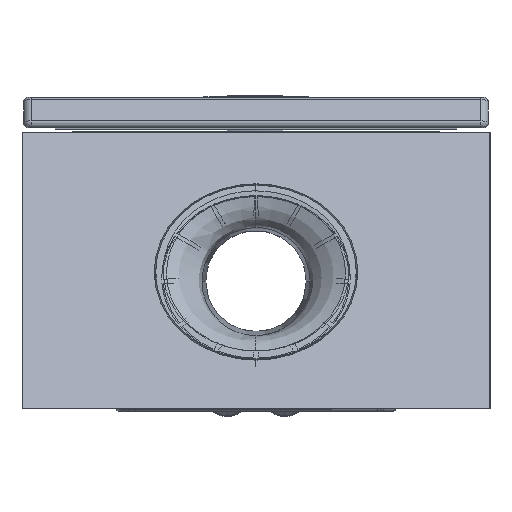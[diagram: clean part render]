
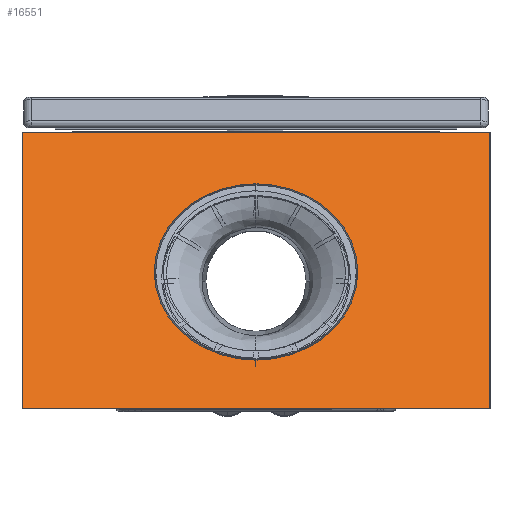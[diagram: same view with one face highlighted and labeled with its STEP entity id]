
A CAD part, left-side view. The second image highlights one B-rep face of the part: STEP entity #16551.
In plain terms, the highlighted planar face has unit normal (-0.866, 0, 0.5).
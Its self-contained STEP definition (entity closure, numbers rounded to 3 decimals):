
#4172 = CARTESIAN_POINT ( 'NONE',  ( -625., -77., -91. ) ) ;
#5048 = CIRCLE ( 'NONE', #31292, 33.5 ) ;
#6081 = ORIENTED_EDGE ( 'NONE', *, *, #48403, .F. ) ;
#8803 = EDGE_CURVE ( 'NONE', #101739, #28426, #74367, .T. ) ;
#9860 = DIRECTION ( 'NONE',  ( 0.5, 0., 0.866 ) ) ;
#14110 = LINE ( 'NONE', #4172, #18539 ) ;
#15169 = EDGE_CURVE ( 'NONE', #38283, #78475, #14110, .T. ) ;
#15658 = ORIENTED_EDGE ( 'NONE', *, *, #15169, .T. ) ;
#16551 = ADVANCED_FACE ( 'NONE', ( #35954, #71081 ), #61744, .T. ) ;
#17675 = CARTESIAN_POINT ( 'NONE',  ( -572.461, -77., 0. ) ) ;
#18539 = VECTOR ( 'NONE', #68015, 1000. ) ;
#18692 = AXIS2_PLACEMENT_3D ( 'NONE', #43560, #79194, #97296 ) ;
#19642 = VERTEX_POINT ( 'NONE', #69326 ) ;
#20594 = DIRECTION ( 'NONE',  ( -0.866, 0., 0.5 ) ) ;
#26944 = EDGE_CURVE ( 'NONE', #31163, #19642, #53228, .T. ) ;
#28175 = CARTESIAN_POINT ( 'NONE',  ( -599., 0., -45.967 ) ) ;
#28426 = VERTEX_POINT ( 'NONE', #71850 ) ;
#28653 = EDGE_CURVE ( 'NONE', #31163, #38283, #61256, .T. ) ;
#31163 = VERTEX_POINT ( 'NONE', #87640 ) ;
#31292 = AXIS2_PLACEMENT_3D ( 'NONE', #28175, #64408, #46286 ) ;
#31714 = ORIENTED_EDGE ( 'NONE', *, *, #28653, .T. ) ;
#32947 = EDGE_LOOP ( 'NONE', ( #6081, #50117, #31714, #15658 ) ) ;
#34528 = CARTESIAN_POINT ( 'NONE',  ( -625., 77., -91. ) ) ;
#35954 = FACE_BOUND ( 'NONE', #83505, .T. ) ;
#36404 = ORIENTED_EDGE ( 'NONE', *, *, #8803, .F. ) ;
#38283 = VERTEX_POINT ( 'NONE', #95852 ) ;
#39131 = CARTESIAN_POINT ( 'NONE',  ( -615.75, 0., -74.979 ) ) ;
#43560 = CARTESIAN_POINT ( 'NONE',  ( -625., -77., -91. ) ) ;
#44683 = LINE ( 'NONE', #62275, #115032 ) ;
#45271 = DIRECTION ( 'NONE',  ( 0., -1., 0. ) ) ;
#46286 = DIRECTION ( 'NONE',  ( 0.5, 0., 0.866 ) ) ;
#48403 = EDGE_CURVE ( 'NONE', #19642, #78475, #44683, .T. ) ;
#50117 = ORIENTED_EDGE ( 'NONE', *, *, #26944, .F. ) ;
#52405 = DIRECTION ( 'NONE',  ( 0., -1., 0. ) ) ;
#53228 = LINE ( 'NONE', #34528, #96796 ) ;
#61256 = LINE ( 'NONE', #113753, #102795 ) ;
#61744 = PLANE ( 'NONE',  #18692 ) ;
#62275 = CARTESIAN_POINT ( 'NONE',  ( -572.461, -77., 0. ) ) ;
#64408 = DIRECTION ( 'NONE',  ( -0.866, 0., 0.5 ) ) ;
#68015 = DIRECTION ( 'NONE',  ( 0.5, 0., 0.866 ) ) ;
#69326 = CARTESIAN_POINT ( 'NONE',  ( -572.461, 77., 0. ) ) ;
#71081 = FACE_OUTER_BOUND ( 'NONE', #32947, .T. ) ;
#71850 = CARTESIAN_POINT ( 'NONE',  ( -582.25, 0., -16.955 ) ) ;
#74367 = CIRCLE ( 'NONE', #106079, 33.5 ) ;
#78475 = VERTEX_POINT ( 'NONE', #17675 ) ;
#79194 = DIRECTION ( 'NONE',  ( -0.866, 0., 0.5 ) ) ;
#82004 = CARTESIAN_POINT ( 'NONE',  ( -599., 0., -45.967 ) ) ;
#83505 = EDGE_LOOP ( 'NONE', ( #109001, #36404 ) ) ;
#87640 = CARTESIAN_POINT ( 'NONE',  ( -625., 77., -91. ) ) ;
#95852 = CARTESIAN_POINT ( 'NONE',  ( -625., -77., -91. ) ) ;
#96796 = VECTOR ( 'NONE', #9860, 1000. ) ;
#97296 = DIRECTION ( 'NONE',  ( 0.5, 0., 0.866 ) ) ;
#101739 = VERTEX_POINT ( 'NONE', #39131 ) ;
#102795 = VECTOR ( 'NONE', #52405, 1000. ) ;
#106079 = AXIS2_PLACEMENT_3D ( 'NONE', #82004, #20594, #108900 ) ;
#108900 = DIRECTION ( 'NONE',  ( 0.5, 0., 0.866 ) ) ;
#109001 = ORIENTED_EDGE ( 'NONE', *, *, #111386, .F. ) ;
#111386 = EDGE_CURVE ( 'NONE', #28426, #101739, #5048, .T. ) ;
#113753 = CARTESIAN_POINT ( 'NONE',  ( -625., -77., -91. ) ) ;
#115032 = VECTOR ( 'NONE', #45271, 1000. ) ;
